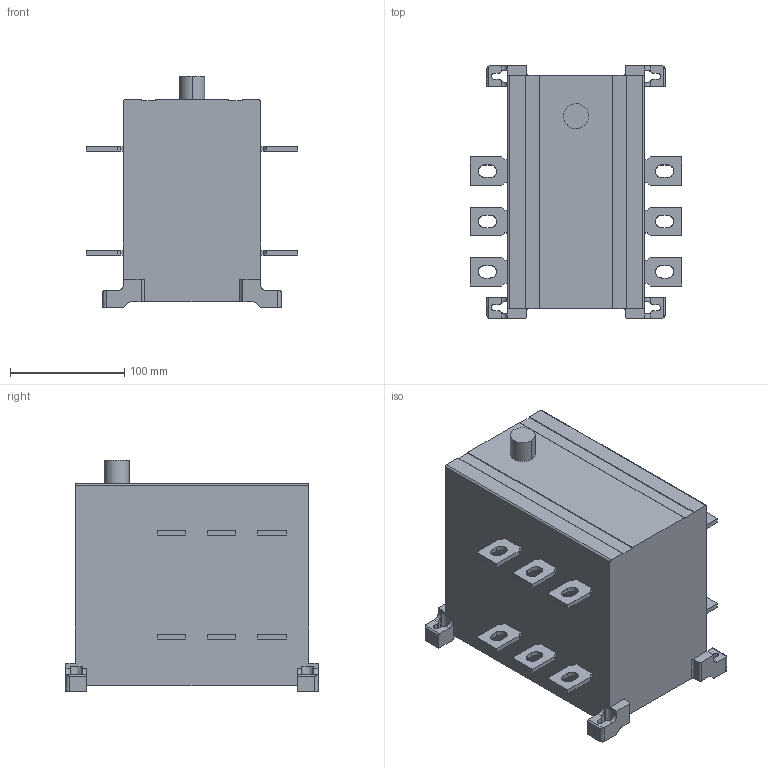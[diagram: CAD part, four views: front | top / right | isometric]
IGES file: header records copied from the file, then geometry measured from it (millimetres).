
Global section: file name: OT315-400E03D.igs; preprocessor: I-DEAS 3D IGES Translator 15; date: 20160721.121854; units: millimetre
Bounding box: 185 x 221 x 202.5 mm (x, y, z)
Volume: 4392040 mm3; surface area: 195971.3 mm2
Topology: 1 solids, 1 shells, 289 faces, 830 edges, 548 vertices
Faces by surface type: bspline 289
